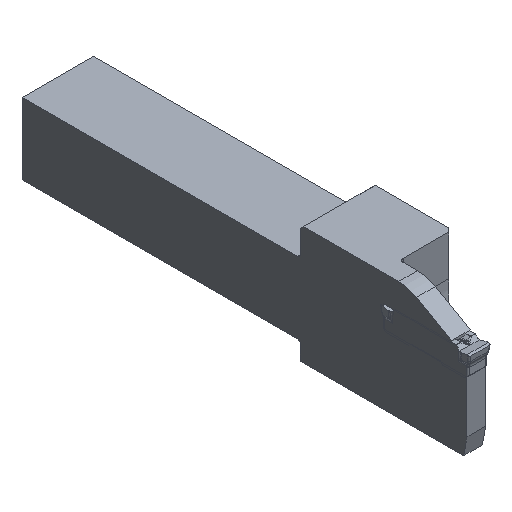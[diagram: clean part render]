
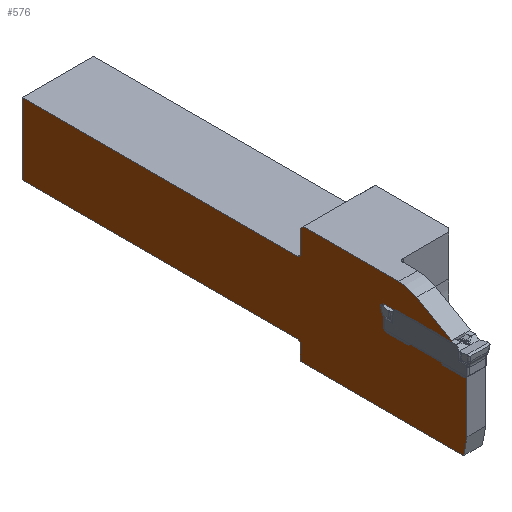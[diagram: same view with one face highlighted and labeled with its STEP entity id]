
A CAD part, isometric view. The second image highlights one B-rep face of the part: STEP entity #576.
In plain terms, the highlighted planar face has unit normal (-1, 0, 0).
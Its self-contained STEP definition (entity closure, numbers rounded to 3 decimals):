
#576=ADVANCED_FACE('',(#905),#834,.F.);
#834=PLANE('',#4181);
#905=FACE_OUTER_BOUND('',#1154,.T.);
#1154=EDGE_LOOP('',(#1528,#1529,#1530,#1531,#1532,#1533,#1534,#1535,#1536,
#1537,#1538,#1539,#1540,#1541,#1542,#1543,#1544,#1545));
#1419=CIRCLE('',#4179,10.);
#1420=CIRCLE('',#4180,0.8);
#1528=ORIENTED_EDGE('',*,*,#3129,.T.);
#1529=ORIENTED_EDGE('',*,*,#3130,.F.);
#1530=ORIENTED_EDGE('',*,*,#3131,.F.);
#1531=ORIENTED_EDGE('',*,*,#3132,.F.);
#1532=ORIENTED_EDGE('',*,*,#3133,.T.);
#1533=ORIENTED_EDGE('',*,*,#3134,.F.);
#1534=ORIENTED_EDGE('',*,*,#3135,.F.);
#1535=ORIENTED_EDGE('',*,*,#3136,.F.);
#1536=ORIENTED_EDGE('',*,*,#3137,.T.);
#1537=ORIENTED_EDGE('',*,*,#3138,.F.);
#1538=ORIENTED_EDGE('',*,*,#3139,.F.);
#1539=ORIENTED_EDGE('',*,*,#3140,.T.);
#1540=ORIENTED_EDGE('',*,*,#3141,.T.);
#1541=ORIENTED_EDGE('',*,*,#3142,.F.);
#1542=ORIENTED_EDGE('',*,*,#3143,.F.);
#1543=ORIENTED_EDGE('',*,*,#3144,.T.);
#1544=ORIENTED_EDGE('',*,*,#3145,.F.);
#1545=ORIENTED_EDGE('',*,*,#3146,.T.);
#2754=VERTEX_POINT('',#5257);
#2755=VERTEX_POINT('',#5258);
#2756=VERTEX_POINT('',#5260);
#2757=VERTEX_POINT('',#5262);
#2758=VERTEX_POINT('',#5264);
#2759=VERTEX_POINT('',#5266);
#2760=VERTEX_POINT('',#5268);
#2761=VERTEX_POINT('',#5270);
#2762=VERTEX_POINT('',#5272);
#2763=VERTEX_POINT('',#5274);
#2764=VERTEX_POINT('',#5276);
#2765=VERTEX_POINT('',#5278);
#2766=VERTEX_POINT('',#5280);
#2767=VERTEX_POINT('',#5282);
#2768=VERTEX_POINT('',#5284);
#2769=VERTEX_POINT('',#5286);
#2770=VERTEX_POINT('',#5288);
#2771=VERTEX_POINT('',#5290);
#3129=EDGE_CURVE('',#2754,#2755,#3741,.T.);
#3130=EDGE_CURVE('',#2756,#2755,#3742,.T.);
#3131=EDGE_CURVE('',#2757,#2756,#3743,.T.);
#3132=EDGE_CURVE('',#2758,#2757,#3744,.T.);
#3133=EDGE_CURVE('',#2758,#2759,#1419,.T.);
#3134=EDGE_CURVE('',#2760,#2759,#3745,.T.);
#3135=EDGE_CURVE('',#2761,#2760,#3746,.T.);
#3136=EDGE_CURVE('',#2762,#2761,#3747,.T.);
#3137=EDGE_CURVE('',#2762,#2763,#1420,.T.);
#3138=EDGE_CURVE('',#2764,#2763,#3748,.T.);
#3139=EDGE_CURVE('',#2765,#2764,#3749,.T.);
#3140=EDGE_CURVE('',#2765,#2766,#3750,.T.);
#3141=EDGE_CURVE('',#2766,#2767,#3751,.T.);
#3142=EDGE_CURVE('',#2768,#2767,#3752,.T.);
#3143=EDGE_CURVE('',#2769,#2768,#3753,.T.);
#3144=EDGE_CURVE('',#2769,#2770,#3754,.T.);
#3145=EDGE_CURVE('',#2771,#2770,#3755,.T.);
#3146=EDGE_CURVE('',#2771,#2754,#3756,.T.);
#3741=LINE('',#5256,#3955);
#3742=LINE('',#5259,#3956);
#3743=LINE('',#5261,#3957);
#3744=LINE('',#5263,#3958);
#3745=LINE('',#5267,#3959);
#3746=LINE('',#5269,#3960);
#3747=LINE('',#5271,#3961);
#3748=LINE('',#5275,#3962);
#3749=LINE('',#5277,#3963);
#3750=LINE('',#5279,#3964);
#3751=LINE('',#5281,#3965);
#3752=LINE('',#5283,#3966);
#3753=LINE('',#5285,#3967);
#3754=LINE('',#5287,#3968);
#3755=LINE('',#5289,#3969);
#3756=LINE('',#5291,#3970);
#3955=VECTOR('',#4467,1.);
#3956=VECTOR('',#4468,1.);
#3957=VECTOR('',#4469,1.);
#3958=VECTOR('',#4470,1.);
#3959=VECTOR('',#4473,1.);
#3960=VECTOR('',#4474,1.);
#3961=VECTOR('',#4475,1.);
#3962=VECTOR('',#4478,1.);
#3963=VECTOR('',#4479,1.);
#3964=VECTOR('',#4480,1.);
#3965=VECTOR('',#4481,1.);
#3966=VECTOR('',#4482,1.);
#3967=VECTOR('',#4483,1.);
#3968=VECTOR('',#4484,1.);
#3969=VECTOR('',#4485,1.);
#3970=VECTOR('',#4486,1.);
#4179=AXIS2_PLACEMENT_3D('',#5265,#4471,#4472);
#4180=AXIS2_PLACEMENT_3D('',#5273,#4476,#4477);
#4181=AXIS2_PLACEMENT_3D('',#5292,#4487,#4488);
#4467=DIRECTION('',(0.,0.,1.));
#4468=DIRECTION('',(0.,1.,0.009));
#4469=DIRECTION('',(0.,0.,-1.));
#4470=DIRECTION('',(0.,-0.866,-0.5));
#4471=DIRECTION('',(-1.,0.,0.));
#4472=DIRECTION('',(0.,-1.,0.));
#4473=DIRECTION('',(0.,-1.,0.));
#4474=DIRECTION('',(0.,-0.707,0.707));
#4475=DIRECTION('',(0.,0.,1.));
#4476=DIRECTION('',(1.,0.,0.));
#4477=DIRECTION('',(0.,-1.,0.));
#4478=DIRECTION('',(0.,-1.,0.));
#4479=DIRECTION('',(0.,0.,1.));
#4480=DIRECTION('',(0.,-1.,0.));
#4481=DIRECTION('',(0.,-0.707,-0.707));
#4482=DIRECTION('',(0.,0.,1.));
#4483=DIRECTION('',(0.,1.,0.));
#4484=DIRECTION('',(0.,-0.174,0.985));
#4485=DIRECTION('',(0.,0.,-1.));
#4486=DIRECTION('',(0.,1.,0.));
#4487=DIRECTION('',(1.,0.,0.));
#4488=DIRECTION('',(0.,-1.,0.));
#5256=CARTESIAN_POINT('',(-19.9,-100.8,50.));
#5257=CARTESIAN_POINT('',(-19.9,-100.8,14.49));
#5258=CARTESIAN_POINT('',(-19.9,-100.8,20.529));
#5259=CARTESIAN_POINT('',(-19.9,-73.745,20.765));
#5260=CARTESIAN_POINT('',(-19.9,-119.7,20.364));
#5261=CARTESIAN_POINT('',(-19.9,-119.7,50.));
#5262=CARTESIAN_POINT('',(-19.9,-119.7,21.05));
#5263=CARTESIAN_POINT('',(-19.9,-119.7,21.05));
#5264=CARTESIAN_POINT('',(-19.9,-109.983,26.66));
#5265=CARTESIAN_POINT('',(-19.9,-104.983,18.));
#5266=CARTESIAN_POINT('',(-19.9,-104.983,28.));
#5267=CARTESIAN_POINT('',(-19.9,-78.5,28.));
#5268=CARTESIAN_POINT('',(-19.9,-78.5,28.));
#5269=CARTESIAN_POINT('',(-19.9,-77.5,27.));
#5270=CARTESIAN_POINT('',(-19.9,-77.5,27.));
#5271=CARTESIAN_POINT('',(-19.9,-77.5,19.9));
#5272=CARTESIAN_POINT('',(-19.9,-77.5,20.7));
#5273=CARTESIAN_POINT('',(-19.9,-76.7,20.7));
#5274=CARTESIAN_POINT('',(-19.9,-76.7,19.9));
#5275=CARTESIAN_POINT('',(-19.9,0.,19.9));
#5276=CARTESIAN_POINT('',(-19.9,0.,19.9));
#5277=CARTESIAN_POINT('',(-19.9,0.,50.));
#5278=CARTESIAN_POINT('',(-19.9,0.,0.));
#5279=CARTESIAN_POINT('',(-19.9,-77.5,0.));
#5280=CARTESIAN_POINT('',(-19.9,-77.,0.));
#5281=CARTESIAN_POINT('',(-19.9,-50.5,26.5));
#5282=CARTESIAN_POINT('',(-19.9,-77.5,-0.5));
#5283=CARTESIAN_POINT('',(-19.9,-77.5,-5.));
#5284=CARTESIAN_POINT('',(-19.9,-77.5,-5.));
#5285=CARTESIAN_POINT('',(-19.9,-124.,-5.));
#5286=CARTESIAN_POINT('',(-19.9,-123.118,-5.));
#5287=CARTESIAN_POINT('',(-19.9,-123.118,-5.));
#5288=CARTESIAN_POINT('',(-19.9,-124.,0.));
#5289=CARTESIAN_POINT('',(-19.9,-124.,12.9));
#5290=CARTESIAN_POINT('',(-19.9,-124.,14.49));
#5291=CARTESIAN_POINT('',(-19.9,-102.,14.49));
#5292=CARTESIAN_POINT('',(-19.9,-74.,50.));
